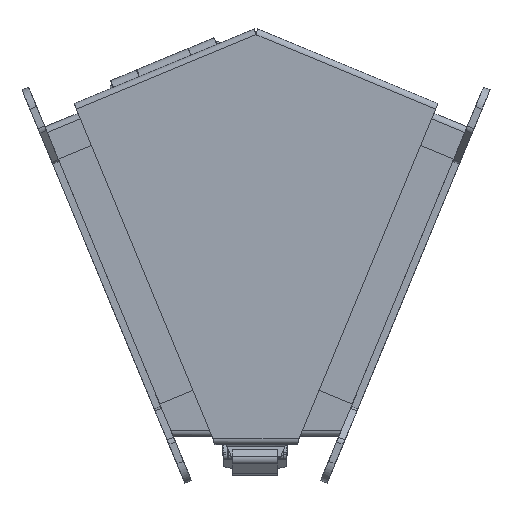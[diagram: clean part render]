
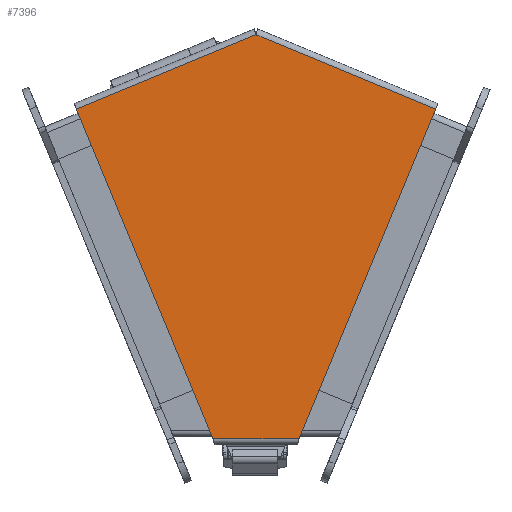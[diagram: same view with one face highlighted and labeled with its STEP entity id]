
A CAD part, front view. The second image highlights one B-rep face of the part: STEP entity #7396.
In plain terms, the highlighted planar face has unit normal (0, -1, 0).
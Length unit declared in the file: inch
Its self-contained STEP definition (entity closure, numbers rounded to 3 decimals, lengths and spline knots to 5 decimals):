
#804 = LINE ( 'NONE', #2339, #1589 ) ;
#886 = VECTOR ( 'NONE', #2670, 39.37008 ) ;
#932 = VERTEX_POINT ( 'NONE', #5045 ) ;
#960 = ORIENTED_EDGE ( 'NONE', *, *, #6752, .T. ) ;
#1088 = EDGE_LOOP ( 'NONE', ( #1963, #960, #2987, #5080, #1498 ) ) ;
#1152 = LINE ( 'NONE', #7680, #3645 ) ;
#1322 = LINE ( 'NONE', #8603, #886 ) ;
#1380 = FACE_OUTER_BOUND ( 'NONE', #1088, .T. ) ;
#1392 = CARTESIAN_POINT ( 'NONE',  ( -3.2156, -3.172, 2.30732 ) ) ;
#1498 = ORIENTED_EDGE ( 'NONE', *, *, #3018, .T. ) ;
#1589 = VECTOR ( 'NONE', #6530, 39.37008 ) ;
#1963 = ORIENTED_EDGE ( 'NONE', *, *, #3834, .F. ) ;
#2338 = VERTEX_POINT ( 'NONE', #8033 ) ;
#2339 = CARTESIAN_POINT ( 'NONE',  ( 3.21509, -3.172, 2.30732 ) ) ;
#2670 = DIRECTION ( 'NONE',  ( -0.383, 0., 0.924 ) ) ;
#2987 = ORIENTED_EDGE ( 'NONE', *, *, #7675, .F. ) ;
#3018 = EDGE_CURVE ( 'NONE', #7185, #6751, #3438, .T. ) ;
#3343 = AXIS2_PLACEMENT_3D ( 'NONE', #8467, #6262, #6215 ) ;
#3438 = LINE ( 'NONE', #7060, #7163 ) ;
#3614 = EDGE_CURVE ( 'NONE', #7185, #6976, #1322, .T. ) ;
#3645 = VECTOR ( 'NONE', #6171, 39.37008 ) ;
#3834 = EDGE_CURVE ( 'NONE', #932, #6751, #4209, .T. ) ;
#4209 = LINE ( 'NONE', #8437, #5235 ) ;
#4803 = PLANE ( 'NONE',  #3343 ) ;
#5045 = CARTESIAN_POINT ( 'NONE',  ( 3.21509, -3.172, 2.30732 ) ) ;
#5080 = ORIENTED_EDGE ( 'NONE', *, *, #3614, .F. ) ;
#5235 = VECTOR ( 'NONE', #7795, 39.37008 ) ;
#5696 = DIRECTION ( 'NONE',  ( 1., 0., 0. ) ) ;
#6171 = DIRECTION ( 'NONE',  ( 0.924, 0., 0.383 ) ) ;
#6215 = DIRECTION ( 'NONE',  ( 0., 0., -1. ) ) ;
#6262 = DIRECTION ( 'NONE',  ( 0., -1., 0. ) ) ;
#6530 = DIRECTION ( 'NONE',  ( -0.924, 0., 0.383 ) ) ;
#6751 = VERTEX_POINT ( 'NONE', #7244 ) ;
#6752 = EDGE_CURVE ( 'NONE', #932, #2338, #804, .T. ) ;
#6976 = VERTEX_POINT ( 'NONE', #1392 ) ;
#7060 = CARTESIAN_POINT ( 'NONE',  ( -3.50026, -3.172, -3.59194 ) ) ;
#7163 = VECTOR ( 'NONE', #5696, 39.37008 ) ;
#7185 = VERTEX_POINT ( 'NONE', #7236 ) ;
#7236 = CARTESIAN_POINT ( 'NONE',  ( -0.77205, -3.172, -3.59194 ) ) ;
#7244 = CARTESIAN_POINT ( 'NONE',  ( 0.77153, -3.172, -3.59194 ) ) ;
#7396 = ADVANCED_FACE ( 'NONE', ( #1380 ), #4803, .T. ) ;
#7675 = EDGE_CURVE ( 'NONE', #6976, #2338, #1152, .T. ) ;
#7680 = CARTESIAN_POINT ( 'NONE',  ( -0.00026, -3.172, 3.63916 ) ) ;
#7795 = DIRECTION ( 'NONE',  ( -0.383, 0., -0.924 ) ) ;
#8033 = CARTESIAN_POINT ( 'NONE',  ( -0.00026, -3.172, 3.63916 ) ) ;
#8437 = CARTESIAN_POINT ( 'NONE',  ( 0.44024, -3.172, -4.39176 ) ) ;
#8467 = CARTESIAN_POINT ( 'NONE',  ( -3.50026, -3.172, 3.75606 ) ) ;
#8603 = CARTESIAN_POINT ( 'NONE',  ( -3.25693, -3.172, 2.4071 ) ) ;
